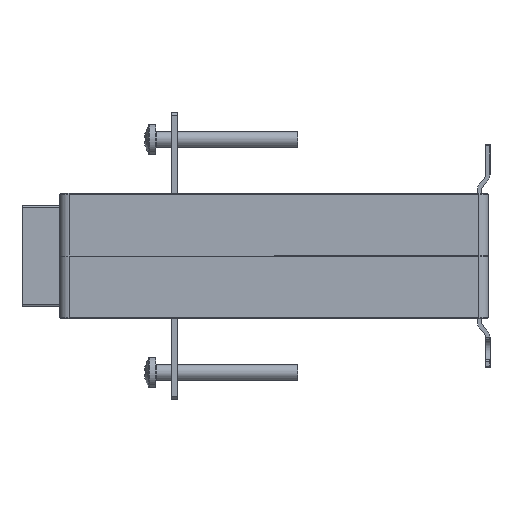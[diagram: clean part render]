
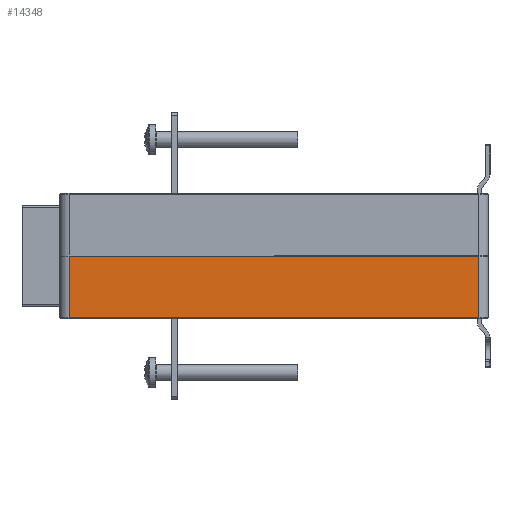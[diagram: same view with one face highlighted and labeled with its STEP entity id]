
A CAD part, left-side view. The second image highlights one B-rep face of the part: STEP entity #14348.
In plain terms, the highlighted planar face has unit normal (-1, 0, 0).
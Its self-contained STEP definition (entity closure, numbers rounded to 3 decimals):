
#57 = CARTESIAN_POINT ( 'NONE',  ( -85., -68., 20. ) ) ;
#108 = LINE ( 'NONE', #57, #22126 ) ;
#481 = DIRECTION ( 'NONE',  ( 0., -1., 0. ) ) ;
#822 = CARTESIAN_POINT ( 'NONE',  ( -85., 65., 0.5 ) ) ;
#1232 = VERTEX_POINT ( 'NONE', #9743 ) ;
#4272 = VECTOR ( 'NONE', #22854, 1000. ) ;
#5701 = DIRECTION ( 'NONE',  ( 0., 0., -1. ) ) ;
#7451 = VERTEX_POINT ( 'NONE', #33825 ) ;
#8337 = VERTEX_POINT ( 'NONE', #822 ) ;
#9100 = PLANE ( 'NONE',  #28419 ) ;
#9563 = EDGE_CURVE ( 'NONE', #1232, #8337, #33715, .T. ) ;
#9743 = CARTESIAN_POINT ( 'NONE',  ( -85., 65., 20. ) ) ;
#11996 = DIRECTION ( 'NONE',  ( 1., 0., 0. ) ) ;
#12154 = CARTESIAN_POINT ( 'NONE',  ( -85., -65., 0.5 ) ) ;
#14192 = CARTESIAN_POINT ( 'NONE',  ( -85., -65., 20. ) ) ;
#14348 = ADVANCED_FACE ( 'NONE', ( #33710 ), #9100, .F. ) ;
#16356 = ORIENTED_EDGE ( 'NONE', *, *, #26343, .T. ) ;
#17639 = CARTESIAN_POINT ( 'NONE',  ( -85., -68., 20. ) ) ;
#19445 = ORIENTED_EDGE ( 'NONE', *, *, #29037, .T. ) ;
#19922 = EDGE_CURVE ( 'NONE', #1232, #26756, #108, .T. ) ;
#22126 = VECTOR ( 'NONE', #28855, 1000. ) ;
#22854 = DIRECTION ( 'NONE',  ( 0., 0., 1. ) ) ;
#26343 = EDGE_CURVE ( 'NONE', #8337, #7451, #32850, .T. ) ;
#26756 = VERTEX_POINT ( 'NONE', #36652 ) ;
#28419 = AXIS2_PLACEMENT_3D ( 'NONE', #17639, #11996, #32111 ) ;
#28855 = DIRECTION ( 'NONE',  ( 0., -1., 0. ) ) ;
#29037 = EDGE_CURVE ( 'NONE', #7451, #26756, #34860, .T. ) ;
#29065 = ORIENTED_EDGE ( 'NONE', *, *, #19922, .F. ) ;
#31961 = VECTOR ( 'NONE', #481, 1000. ) ;
#32111 = DIRECTION ( 'NONE',  ( 0., 0., -1. ) ) ;
#32808 = VECTOR ( 'NONE', #5701, 1000. ) ;
#32850 = LINE ( 'NONE', #12154, #31961 ) ;
#33710 = FACE_OUTER_BOUND ( 'NONE', #33914, .T. ) ;
#33715 = LINE ( 'NONE', #34500, #32808 ) ;
#33825 = CARTESIAN_POINT ( 'NONE',  ( -85., -65., 0.5 ) ) ;
#33914 = EDGE_LOOP ( 'NONE', ( #34582, #16356, #19445, #29065 ) ) ;
#34500 = CARTESIAN_POINT ( 'NONE',  ( -85., 65., 20. ) ) ;
#34582 = ORIENTED_EDGE ( 'NONE', *, *, #9563, .T. ) ;
#34860 = LINE ( 'NONE', #14192, #4272 ) ;
#36652 = CARTESIAN_POINT ( 'NONE',  ( -85., -65., 20. ) ) ;
